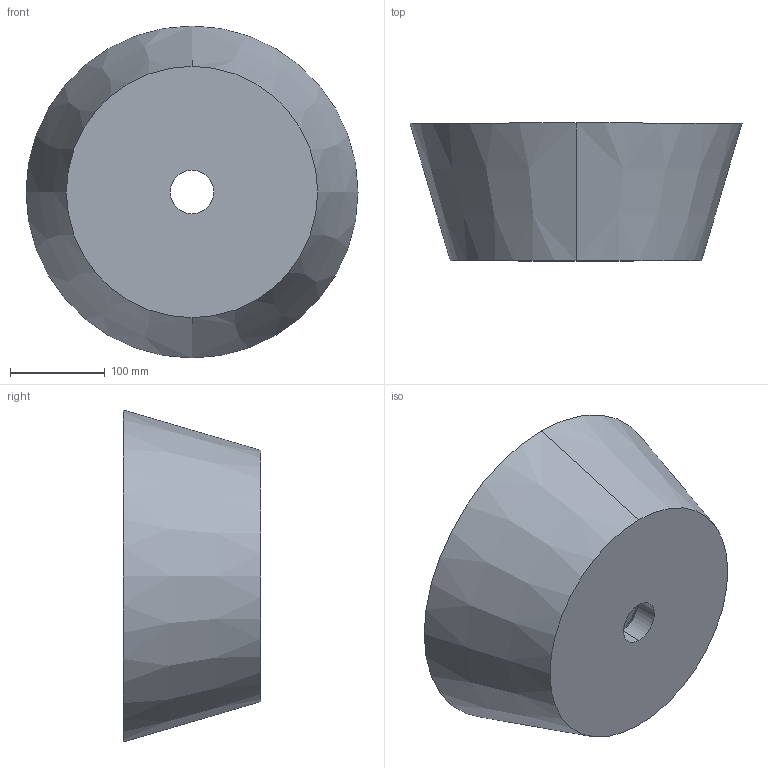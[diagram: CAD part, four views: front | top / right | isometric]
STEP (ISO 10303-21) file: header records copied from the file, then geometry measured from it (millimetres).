
FILE_DESCRIPTION (( 'STEP AP214' ), '1' );
FILE_NAME ('D601-SO.STEP', '2018-09-20T13:11:50', ( 'User' ), ( '' ), 'SwSTEP 2.0', 'SolidWorks 2017', '' );
FILE_SCHEMA (( 'AUTOMOTIVE_DESIGN' ));
Length unit declared in the file: millimetre
Products named in the file (2): D601-SO
Bounding box: 350 x 145 x 350 mm (x, y, z)
Volume: 5164234.7 mm3; surface area: 335902.4 mm2
Topology: 1 solids, 1 shells, 11 faces, 22 edges, 12 vertices
Faces by surface type: cone 4, torus 4, cylinder 2, plane 1
Entity records: 341 total; most frequent: DIRECTION 64, CARTESIAN_POINT 47, ORIENTED_EDGE 44, AXIS2_PLACEMENT_3D 29, EDGE_CURVE 22, CIRCLE 16, EDGE_LOOP 12, VERTEX_POINT 12
